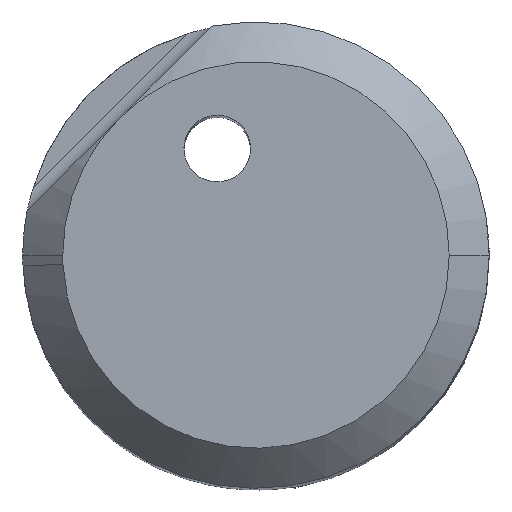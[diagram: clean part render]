
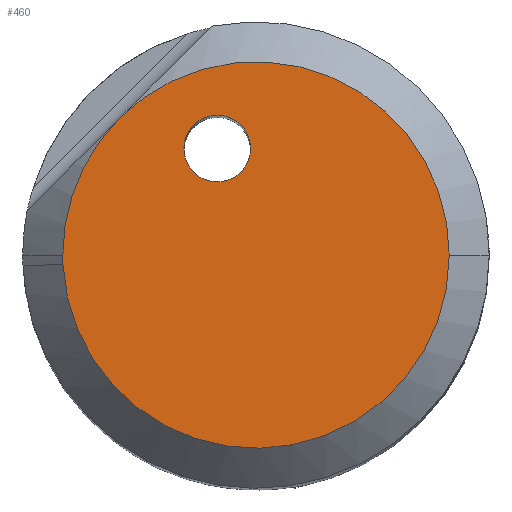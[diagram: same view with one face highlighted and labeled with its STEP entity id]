
A CAD part, top view. The second image highlights one B-rep face of the part: STEP entity #460.
In plain terms, the highlighted planar face has unit normal (0, 0, 1).
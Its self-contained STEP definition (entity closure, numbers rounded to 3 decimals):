
#186=AXIS2_PLACEMENT_3D('Circle Axis2P3D',#184,#185,$) ;
#397=AXIS2_PLACEMENT_3D('Circle Axis2P3D',#395,#396,$) ;
#422=AXIS2_PLACEMENT_3D('Plane Axis2P3D',#419,#420,#421) ;
#426=AXIS2_PLACEMENT_3D('Circle Axis2P3D',#424,#425,$) ;
#433=AXIS2_PLACEMENT_3D('Circle Axis2P3D',#431,#432,$) ;
#444=AXIS2_PLACEMENT_3D('Circle Axis2P3D',#442,#443,$) ;
#453=AXIS2_PLACEMENT_3D('Circle Axis2P3D',#451,#452,$) ;
#181=CARTESIAN_POINT('Vertex',(-2.9,0.,0.)) ;
#184=CARTESIAN_POINT('Axis2P3D Location',(0.,0.,0.)) ;
#188=CARTESIAN_POINT('Vertex',(-2.051,2.051,0.)) ;
#390=CARTESIAN_POINT('Vertex',(-2.897,-0.137,0.)) ;
#395=CARTESIAN_POINT('Axis2P3D Location',(0.,0.,0.)) ;
#419=CARTESIAN_POINT('Axis2P3D Location',(0.,0.,0.)) ;
#424=CARTESIAN_POINT('Axis2P3D Location',(0.,0.,0.)) ;
#428=CARTESIAN_POINT('Vertex',(2.9,0.,0.)) ;
#431=CARTESIAN_POINT('Axis2P3D Location',(0.,0.,0.)) ;
#442=CARTESIAN_POINT('Axis2P3D Location',(-0.581,1.597,0.)) ;
#446=CARTESIAN_POINT('Vertex',(-1.081,1.609,0.)) ;
#448=CARTESIAN_POINT('Vertex',(-0.082,1.586,0.)) ;
#451=CARTESIAN_POINT('Axis2P3D Location',(-0.581,1.597,0.)) ;
#185=DIRECTION('Axis2P3D Direction',(0.,0.,-1.)) ;
#396=DIRECTION('Axis2P3D Direction',(0.,0.,-1.)) ;
#420=DIRECTION('Axis2P3D Direction',(0.,0.,-1.)) ;
#421=DIRECTION('Axis2P3D XDirection',(-1.,0.,0.)) ;
#425=DIRECTION('Axis2P3D Direction',(0.,0.,-1.)) ;
#432=DIRECTION('Axis2P3D Direction',(0.,0.,-1.)) ;
#443=DIRECTION('Axis2P3D Direction',(0.,0.,-1.)) ;
#452=DIRECTION('Axis2P3D Direction',(0.,0.,-1.)) ;
#437=ORIENTED_EDGE('',*,*,#430,.F.) ;
#438=ORIENTED_EDGE('',*,*,#190,.F.) ;
#439=ORIENTED_EDGE('',*,*,#399,.F.) ;
#440=ORIENTED_EDGE('',*,*,#435,.F.) ;
#457=ORIENTED_EDGE('',*,*,#450,.T.) ;
#458=ORIENTED_EDGE('',*,*,#455,.T.) ;
#459=FACE_BOUND('',#456,.T.) ;
#460=ADVANCED_FACE('NOCUT',(#441,#459),#423,.F.) ;
#187=CIRCLE('generated circle',#186,2.9) ;
#398=CIRCLE('generated circle',#397,2.9) ;
#427=CIRCLE('generated circle',#426,2.9) ;
#434=CIRCLE('generated circle',#433,2.9) ;
#445=CIRCLE('generated circle',#444,0.5) ;
#454=CIRCLE('generated circle',#453,0.5) ;
#190=EDGE_CURVE('',#182,#189,#187,.T.) ;
#399=EDGE_CURVE('',#391,#182,#398,.T.) ;
#430=EDGE_CURVE('',#189,#429,#427,.T.) ;
#435=EDGE_CURVE('',#429,#391,#434,.T.) ;
#450=EDGE_CURVE('',#447,#449,#445,.T.) ;
#455=EDGE_CURVE('',#449,#447,#454,.T.) ;
#436=EDGE_LOOP('',(#437,#438,#439,#440)) ;
#456=EDGE_LOOP('',(#457,#458)) ;
#441=FACE_OUTER_BOUND('',#436,.T.) ;
#423=PLANE('',#422) ;
#182=VERTEX_POINT('',#181) ;
#189=VERTEX_POINT('',#188) ;
#391=VERTEX_POINT('',#390) ;
#429=VERTEX_POINT('',#428) ;
#447=VERTEX_POINT('',#446) ;
#449=VERTEX_POINT('',#448) ;
